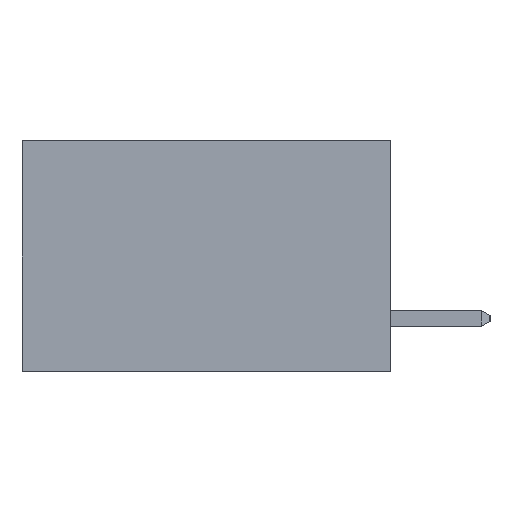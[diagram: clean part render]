
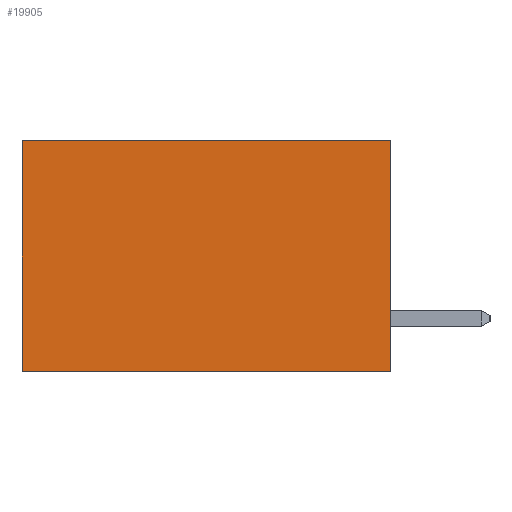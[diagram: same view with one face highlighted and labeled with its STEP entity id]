
A CAD part, left-side view. The second image highlights one B-rep face of the part: STEP entity #19905.
In plain terms, the highlighted planar face has unit normal (-1, 0, 0).
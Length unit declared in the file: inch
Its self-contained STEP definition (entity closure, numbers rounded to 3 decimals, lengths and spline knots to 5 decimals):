
#384 = CARTESIAN_POINT ( 'NONE',  ( 0.277, 0., -0.37 ) ) ;
#2227 = LINE ( 'NONE', #7625, #22932 ) ;
#2517 = ORIENTED_EDGE ( 'NONE', *, *, #19567, .F. ) ;
#4128 = CARTESIAN_POINT ( 'NONE',  ( 0.277, 0.59, 0. ) ) ;
#4982 = DIRECTION ( 'NONE',  ( 0., 0., -1. ) ) ;
#5178 = FACE_OUTER_BOUND ( 'NONE', #15646, .T. ) ;
#5250 = CARTESIAN_POINT ( 'NONE',  ( 0.277, 0., -0.37 ) ) ;
#5461 = LINE ( 'NONE', #5250, #15835 ) ;
#6076 = CARTESIAN_POINT ( 'NONE',  ( 0.277, 0., -0.37 ) ) ;
#6508 = EDGE_CURVE ( 'NONE', #18507, #12624, #5461, .T. ) ;
#7625 = CARTESIAN_POINT ( 'NONE',  ( 0.277, 0., 0. ) ) ;
#8848 = VECTOR ( 'NONE', #8891, 39.37008 ) ;
#8891 = DIRECTION ( 'NONE',  ( 0., 1., 0. ) ) ;
#9982 = PLANE ( 'NONE',  #24812 ) ;
#10163 = LINE ( 'NONE', #384, #8848 ) ;
#12055 = CARTESIAN_POINT ( 'NONE',  ( 0.277, 0., -0.37 ) ) ;
#12624 = VERTEX_POINT ( 'NONE', #6076 ) ;
#13062 = EDGE_CURVE ( 'NONE', #18507, #21763, #2227, .T. ) ;
#13339 = CARTESIAN_POINT ( 'NONE',  ( 0.277, 0.59, -0.37 ) ) ;
#13670 = DIRECTION ( 'NONE',  ( 0., 0., -1. ) ) ;
#14132 = DIRECTION ( 'NONE',  ( 0., 0., -1. ) ) ;
#15646 = EDGE_LOOP ( 'NONE', ( #17157, #2517, #17491, #26693 ) ) ;
#15835 = VECTOR ( 'NONE', #4982, 39.37008 ) ;
#15852 = CARTESIAN_POINT ( 'NONE',  ( 0.277, 0., 0. ) ) ;
#17157 = ORIENTED_EDGE ( 'NONE', *, *, #19760, .T. ) ;
#17491 = ORIENTED_EDGE ( 'NONE', *, *, #6508, .F. ) ;
#18507 = VERTEX_POINT ( 'NONE', #15852 ) ;
#19567 = EDGE_CURVE ( 'NONE', #12624, #21009, #10163, .T. ) ;
#19760 = EDGE_CURVE ( 'NONE', #21763, #21009, #20078, .T. ) ;
#19905 = ADVANCED_FACE ( 'NONE', ( #5178 ), #9982, .F. ) ;
#19954 = DIRECTION ( 'NONE',  ( 0., 1., 0. ) ) ;
#20078 = LINE ( 'NONE', #25762, #20699 ) ;
#20699 = VECTOR ( 'NONE', #13670, 39.37008 ) ;
#21009 = VERTEX_POINT ( 'NONE', #13339 ) ;
#21763 = VERTEX_POINT ( 'NONE', #4128 ) ;
#22932 = VECTOR ( 'NONE', #19954, 39.37008 ) ;
#24812 = AXIS2_PLACEMENT_3D ( 'NONE', #12055, #26278, #14132 ) ;
#25762 = CARTESIAN_POINT ( 'NONE',  ( 0.277, 0.59, -0.37 ) ) ;
#26278 = DIRECTION ( 'NONE',  ( 1., 0., 0. ) ) ;
#26693 = ORIENTED_EDGE ( 'NONE', *, *, #13062, .T. ) ;
